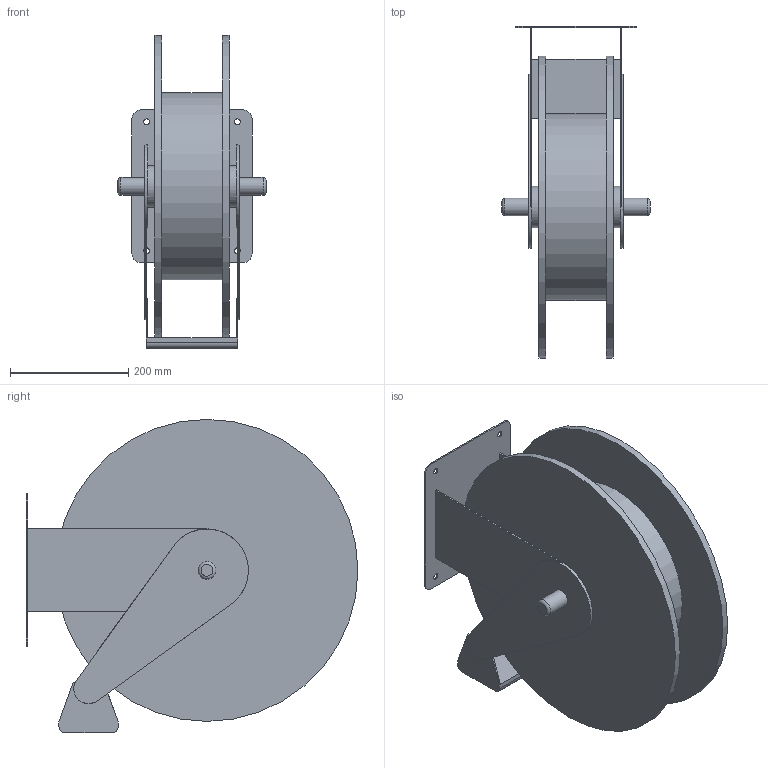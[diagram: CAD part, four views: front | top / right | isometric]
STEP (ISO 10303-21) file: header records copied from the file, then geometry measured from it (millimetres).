
FILE_DESCRIPTION( ( 'Unknown' ), '1' );
FILE_NAME( 'Serie 530-gas.stp', 'Unknown', ( 'Unknown' ), ( 'Unknown' ), 'PSStep 17.0.49', 'Unknown', ' ' );
FILE_SCHEMA( ( 'AUTOMOTIVE_DESIGN { 1 0 10303 214 1 1 1 1 }' ) );
Length unit declared in the file: millimetre
Products named in the file (1): 1
Bounding box: 250 x 560.5 x 529 mm (x, y, z)
Volume: 13714024.2 mm3; surface area: 1229174.5 mm2
Topology: 1 solids, 1 shells, 65 faces, 165 edges, 108 vertices
Faces by surface type: plane 42, cylinder 21, torus 2
Full cylindrical faces by diameter (mm): 10 x4, 30 x2, 70 x2, 316 x1, 510 x2
Entity records: 2402 total; most frequent: DIRECTION 328, CARTESIAN_POINT 314, ORIENTED_EDGE 292, EDGE_CURVE 146, AXIS2_PLACEMENT_3D 116, VERTEX_POINT 102, EDGE_LOOP 96, LINE 96
